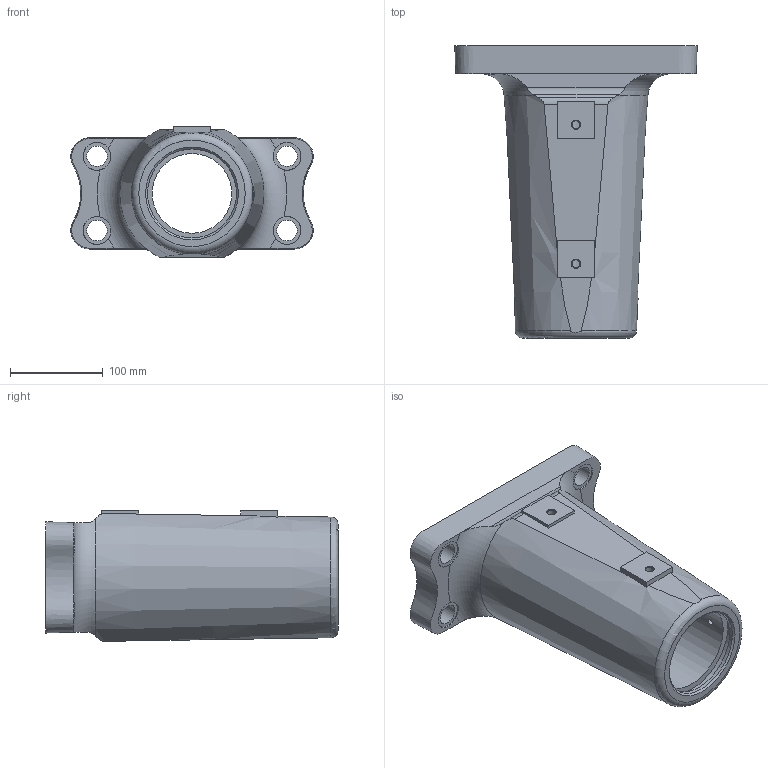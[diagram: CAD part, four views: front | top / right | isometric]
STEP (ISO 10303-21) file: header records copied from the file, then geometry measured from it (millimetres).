
FILE_DESCRIPTION (( 'STEP AP203' ), '1' );
FILE_NAME ('372B04S01-½Ä±ì.STEP', '2023-09-28T05:43:36', ( '' ), ( '' ), 'SwSTEP 2.0', 'SolidWorks 2018', '' );
FILE_SCHEMA (( 'CONFIG_CONTROL_DESIGN' ));
Length unit declared in the file: millimetre
Products named in the file (1): 372B04S01-衝桿
Bounding box: 261.44 x 315 x 140.94 mm (x, y, z)
Volume: 3202723.3 mm3; surface area: 299429.9 mm2
Topology: 1 solids, 1 shells, 71 faces, 189 edges, 127 vertices
Faces by surface type: plane 32, cylinder 23, cone 12, torus 3, bspline 1
Full cylindrical faces by diameter (mm): 8.5 x3, 11.125 x1, 13 x2, 22 x4, 30 x4, 86 x1, 95 x1, 96 x2, 110 x1
Entity records: 3227 total; most frequent: CARTESIAN_POINT 1563, DIRECTION 311, ORIENTED_EDGE 294, EDGE_CURVE 147, AXIS2_PLACEMENT_3D 135, EDGE_LOOP 127, VERTEX_POINT 116, FACE_OUTER_BOUND 92
